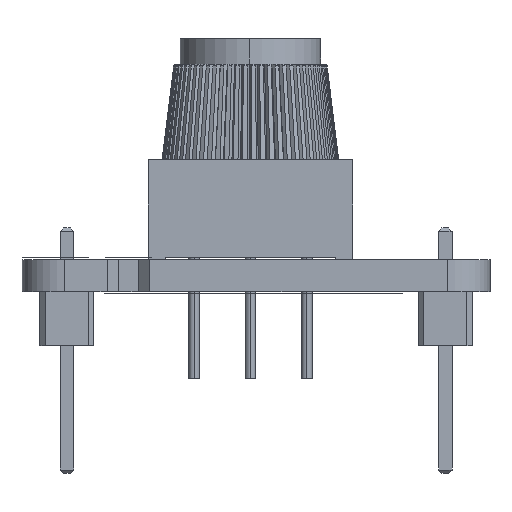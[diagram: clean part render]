
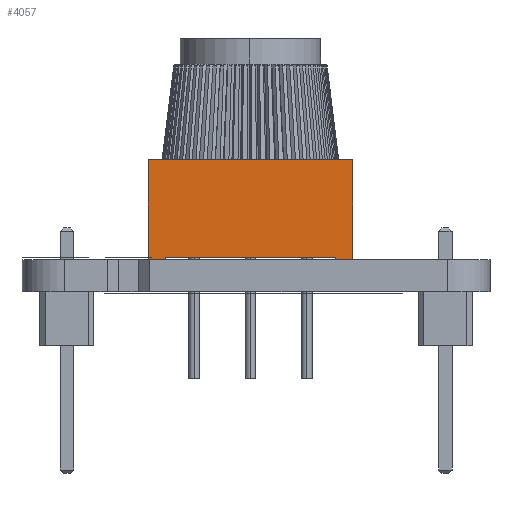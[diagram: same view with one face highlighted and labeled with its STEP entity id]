
A CAD part, left-side view. The second image highlights one B-rep face of the part: STEP entity #4057.
In plain terms, the highlighted face is planar.
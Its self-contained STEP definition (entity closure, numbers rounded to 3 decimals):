
#3833 = VERTEX_POINT('',#3834);
#3834 = CARTESIAN_POINT('',(-4.,0.,-4.8));
#3840 = EDGE_CURVE('',#3841,#3833,#3843,.T.);
#3841 = VERTEX_POINT('',#3842);
#3842 = CARTESIAN_POINT('',(4.,0.,-4.8));
#3843 = LINE('',#3844,#3845);
#3844 = CARTESIAN_POINT('',(-4.8,0.,-4.8));
#3845 = VECTOR('',#3846,1.);
#3846 = DIRECTION('',(-1.,-0.,-0.));
#4032 = VERTEX_POINT('',#4033);
#4033 = CARTESIAN_POINT('',(4.8,-0.4,-4.8));
#4039 = EDGE_CURVE('',#4040,#4032,#4042,.T.);
#4040 = VERTEX_POINT('',#4041);
#4041 = CARTESIAN_POINT('',(4.8,4.6,-4.8));
#4042 = LINE('',#4043,#4044);
#4043 = CARTESIAN_POINT('',(4.8,4.6,-4.8));
#4044 = VECTOR('',#4045,1.);
#4045 = DIRECTION('',(-0.,-1.,-0.));
#4057 = ADVANCED_FACE('',(#4058),#4106,.F.);
#4058 = FACE_BOUND('',#4059,.T.);
#4059 = EDGE_LOOP('',(#4060,#4061,#4069,#4075,#4076,#4084,#4092,#4100));
#4060 = ORIENTED_EDGE('',*,*,#4039,.T.);
#4061 = ORIENTED_EDGE('',*,*,#4062,.T.);
#4062 = EDGE_CURVE('',#4032,#4063,#4065,.T.);
#4063 = VERTEX_POINT('',#4064);
#4064 = CARTESIAN_POINT('',(4.,-0.4,-4.8));
#4065 = LINE('',#4066,#4067);
#4066 = CARTESIAN_POINT('',(4.8,-0.4,-4.8));
#4067 = VECTOR('',#4068,1.);
#4068 = DIRECTION('',(-1.,0.,0.));
#4069 = ORIENTED_EDGE('',*,*,#4070,.T.);
#4070 = EDGE_CURVE('',#4063,#3841,#4071,.T.);
#4071 = LINE('',#4072,#4073);
#4072 = CARTESIAN_POINT('',(4.,-0.4,-4.8));
#4073 = VECTOR('',#4074,1.);
#4074 = DIRECTION('',(-0.,1.,-0.));
#4075 = ORIENTED_EDGE('',*,*,#3840,.T.);
#4076 = ORIENTED_EDGE('',*,*,#4077,.F.);
#4077 = EDGE_CURVE('',#4078,#3833,#4080,.T.);
#4078 = VERTEX_POINT('',#4079);
#4079 = CARTESIAN_POINT('',(-4.,-0.4,-4.8));
#4080 = LINE('',#4081,#4082);
#4081 = CARTESIAN_POINT('',(-4.,-0.4,-4.8));
#4082 = VECTOR('',#4083,1.);
#4083 = DIRECTION('',(-0.,1.,-0.));
#4084 = ORIENTED_EDGE('',*,*,#4085,.F.);
#4085 = EDGE_CURVE('',#4086,#4078,#4088,.T.);
#4086 = VERTEX_POINT('',#4087);
#4087 = CARTESIAN_POINT('',(-4.8,-0.4,-4.8));
#4088 = LINE('',#4089,#4090);
#4089 = CARTESIAN_POINT('',(-4.8,-0.4,-4.8));
#4090 = VECTOR('',#4091,1.);
#4091 = DIRECTION('',(1.,0.,0.));
#4092 = ORIENTED_EDGE('',*,*,#4093,.F.);
#4093 = EDGE_CURVE('',#4094,#4086,#4096,.T.);
#4094 = VERTEX_POINT('',#4095);
#4095 = CARTESIAN_POINT('',(-4.8,4.6,-4.8));
#4096 = LINE('',#4097,#4098);
#4097 = CARTESIAN_POINT('',(-4.8,4.6,-4.8));
#4098 = VECTOR('',#4099,1.);
#4099 = DIRECTION('',(-0.,-1.,-0.));
#4100 = ORIENTED_EDGE('',*,*,#4101,.F.);
#4101 = EDGE_CURVE('',#4040,#4094,#4102,.T.);
#4102 = LINE('',#4103,#4104);
#4103 = CARTESIAN_POINT('',(-4.8,4.6,-4.8));
#4104 = VECTOR('',#4105,1.);
#4105 = DIRECTION('',(-1.,-0.,-0.));
#4106 = PLANE('',#4107);
#4107 = AXIS2_PLACEMENT_3D('',#4108,#4109,#4110);
#4108 = CARTESIAN_POINT('',(-4.8,4.6,-4.8));
#4109 = DIRECTION('',(0.,0.,1.));
#4110 = DIRECTION('',(1.,0.,-0.));
